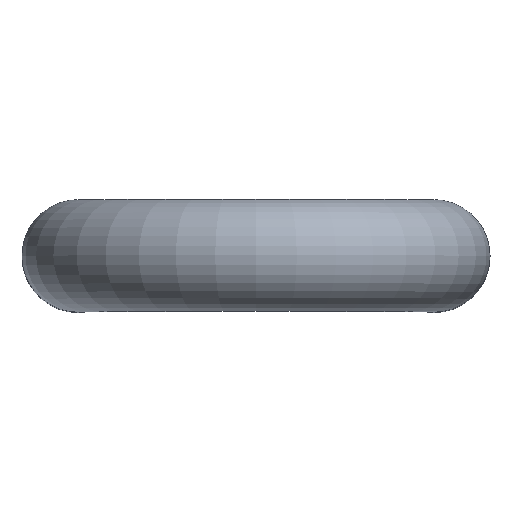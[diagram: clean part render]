
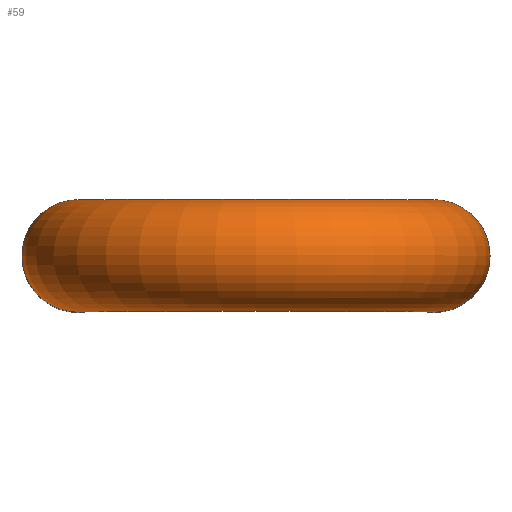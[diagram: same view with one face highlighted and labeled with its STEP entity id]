
A CAD part, top view. The second image highlights one B-rep face of the part: STEP entity #59.
In plain terms, the highlighted toroidal (fillet/blend) face has major radius 1.27 mm and minor radius 0.4 mm.
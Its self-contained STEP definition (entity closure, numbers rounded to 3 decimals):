
#39 = VERTEX_POINT('',#40);
#40 = CARTESIAN_POINT('',(0.4,0.,0.4));
#46 = EDGE_CURVE('',#39,#39,#47,.T.);
#47 = CIRCLE('',#48,0.4);
#48 = AXIS2_PLACEMENT_3D('',#49,#50,#51);
#49 = CARTESIAN_POINT('',(0.,0.,0.4));
#50 = DIRECTION('',(0.,0.,1.));
#51 = DIRECTION('',(1.,0.,0.));
#59 = ADVANCED_FACE('',(#60),#80,.T.);
#60 = FACE_BOUND('',#61,.T.);
#61 = EDGE_LOOP('',(#62,#71,#78,#79));
#62 = ORIENTED_EDGE('',*,*,#63,.T.);
#63 = EDGE_CURVE('',#39,#64,#66,.T.);
#64 = VERTEX_POINT('',#65);
#65 = CARTESIAN_POINT('',(2.14,0.,0.4));
#66 = CIRCLE('',#67,0.87);
#67 = AXIS2_PLACEMENT_3D('',#68,#69,#70);
#68 = CARTESIAN_POINT('',(1.27,0.,0.4));
#69 = DIRECTION('',(0.,1.,0.));
#70 = DIRECTION('',(1.,0.,0.));
#71 = ORIENTED_EDGE('',*,*,#72,.T.);
#72 = EDGE_CURVE('',#64,#64,#73,.T.);
#73 = CIRCLE('',#74,0.4);
#74 = AXIS2_PLACEMENT_3D('',#75,#76,#77);
#75 = CARTESIAN_POINT('',(2.54,0.,0.4));
#76 = DIRECTION('',(0.,0.,1.));
#77 = DIRECTION('',(1.,0.,0.));
#78 = ORIENTED_EDGE('',*,*,#63,.F.);
#79 = ORIENTED_EDGE('',*,*,#46,.T.);
#80 = TOROIDAL_SURFACE('',#81,1.27,0.4);
#81 = AXIS2_PLACEMENT_3D('',#82,#83,#84);
#82 = CARTESIAN_POINT('',(1.27,0.,0.4));
#83 = DIRECTION('',(0.,1.,0.));
#84 = DIRECTION('',(1.,0.,0.));
